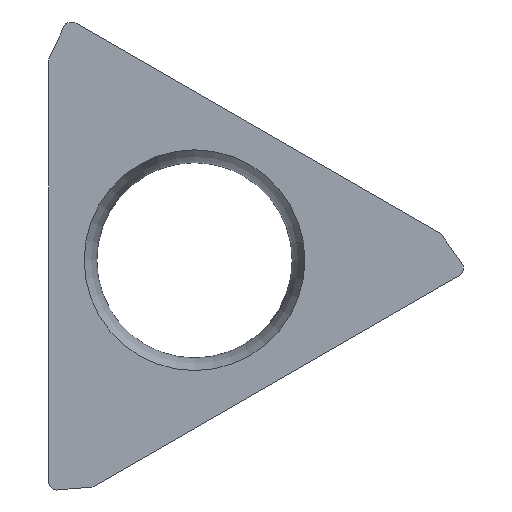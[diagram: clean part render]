
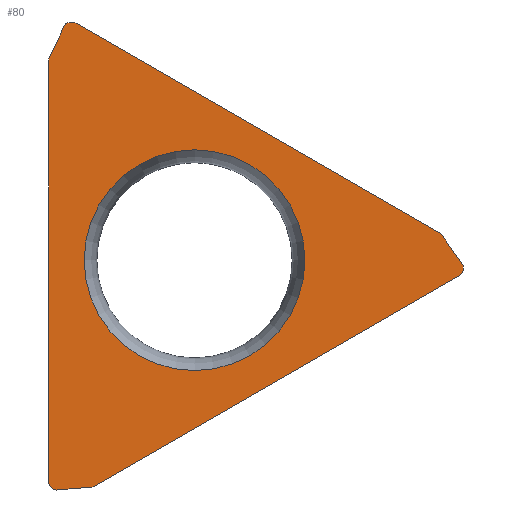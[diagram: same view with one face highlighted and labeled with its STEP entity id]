
A CAD part, top view. The second image highlights one B-rep face of the part: STEP entity #80.
In plain terms, the highlighted planar face has unit normal (0, 0, 1).
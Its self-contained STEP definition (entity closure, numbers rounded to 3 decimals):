
#43=ELLIPSE('',#354,0.113,0.1);
#45=ELLIPSE('',#357,0.106,0.1);
#47=ELLIPSE('',#360,0.113,0.1);
#49=ELLIPSE('',#363,0.106,0.1);
#51=ELLIPSE('',#366,0.113,0.1);
#53=ELLIPSE('',#369,0.106,0.1);
#59=FACE_BOUND('',#118,.T.);
#60=FACE_BOUND('',#119,.T.);
#64=CIRCLE('',#348,1.271);
#80=ADVANCED_FACE('',(#59,#60),#88,.T.);
#88=PLANE('',#373);
#118=EDGE_LOOP('',(#174,#175,#176,#177,#178,#179,#180,#181,#182,#183,#184,
#185));
#119=EDGE_LOOP('',(#186));
#174=ORIENTED_EDGE('',*,*,#258,.F.);
#175=ORIENTED_EDGE('',*,*,#238,.T.);
#176=ORIENTED_EDGE('',*,*,#256,.F.);
#177=ORIENTED_EDGE('',*,*,#247,.F.);
#178=ORIENTED_EDGE('',*,*,#254,.F.);
#179=ORIENTED_EDGE('',*,*,#230,.T.);
#180=ORIENTED_EDGE('',*,*,#264,.F.);
#181=ORIENTED_EDGE('',*,*,#251,.F.);
#182=ORIENTED_EDGE('',*,*,#262,.F.);
#183=ORIENTED_EDGE('',*,*,#233,.F.);
#184=ORIENTED_EDGE('',*,*,#260,.F.);
#185=ORIENTED_EDGE('',*,*,#243,.F.);
#186=ORIENTED_EDGE('',*,*,#240,.T.);
#200=VERTEX_POINT('',#540);
#203=VERTEX_POINT('',#545);
#206=VERTEX_POINT('',#552);
#207=VERTEX_POINT('',#554);
#208=VERTEX_POINT('',#558);
#211=VERTEX_POINT('',#563);
#213=VERTEX_POINT('',#569);
#216=VERTEX_POINT('',#575);
#217=VERTEX_POINT('',#577);
#220=VERTEX_POINT('',#584);
#221=VERTEX_POINT('',#586);
#224=VERTEX_POINT('',#593);
#225=VERTEX_POINT('',#595);
#230=EDGE_CURVE('',#200,#203,#269,.T.);
#233=EDGE_CURVE('',#206,#207,#272,.T.);
#238=EDGE_CURVE('',#208,#211,#277,.T.);
#240=EDGE_CURVE('',#213,#213,#64,.T.);
#243=EDGE_CURVE('',#216,#217,#280,.T.);
#247=EDGE_CURVE('',#220,#221,#284,.T.);
#251=EDGE_CURVE('',#224,#225,#288,.T.);
#254=EDGE_CURVE('',#200,#220,#43,.T.);
#256=EDGE_CURVE('',#221,#211,#45,.T.);
#258=EDGE_CURVE('',#208,#216,#47,.T.);
#260=EDGE_CURVE('',#217,#206,#49,.T.);
#262=EDGE_CURVE('',#207,#224,#51,.T.);
#264=EDGE_CURVE('',#225,#203,#53,.T.);
#269=LINE('',#546,#293);
#272=LINE('',#553,#296);
#277=LINE('',#564,#301);
#280=LINE('',#576,#304);
#284=LINE('',#585,#308);
#288=LINE('',#594,#312);
#293=VECTOR('',#384,1.);
#296=VECTOR('',#389,1.);
#301=VECTOR('',#396,1.);
#304=VECTOR('',#407,1.);
#308=VECTOR('',#413,1.);
#312=VECTOR('',#419,1.);
#348=AXIS2_PLACEMENT_3D('',#568,#401,#402);
#354=AXIS2_PLACEMENT_3D('',#599,#425,#426);
#357=AXIS2_PLACEMENT_3D('',#602,#431,#432);
#360=AXIS2_PLACEMENT_3D('',#605,#437,#438);
#363=AXIS2_PLACEMENT_3D('',#608,#443,#444);
#366=AXIS2_PLACEMENT_3D('',#611,#449,#450);
#369=AXIS2_PLACEMENT_3D('',#614,#455,#456);
#373=AXIS2_PLACEMENT_3D('',#619,#463,#464);
#384=DIRECTION('',(0.,-1.,0.));
#389=DIRECTION('',(-0.866,-0.5,0.));
#396=DIRECTION('',(-0.866,0.5,0.));
#401=DIRECTION('',(0.,0.,-1.));
#402=DIRECTION('',(-1.,0.,0.));
#407=DIRECTION('',(0.574,-0.819,0.));
#413=DIRECTION('',(0.423,0.906,0.));
#419=DIRECTION('',(-0.996,-0.087,0.));
#425=DIRECTION('',(0.,0.,-1.));
#426=DIRECTION('',(0.236,-0.972,0.));
#431=DIRECTION('',(0.,0.,-1.));
#432=DIRECTION('',(-0.642,0.766,0.));
#437=DIRECTION('',(0.,0.,-1.));
#438=DIRECTION('',(-0.96,0.281,0.));
#443=DIRECTION('',(0.,0.,-1.));
#444=DIRECTION('',(0.985,0.173,0.));
#449=DIRECTION('',(0.,0.,-1.));
#450=DIRECTION('',(0.724,0.69,0.));
#455=DIRECTION('',(0.,0.,-1.));
#456=DIRECTION('',(-0.342,-0.94,0.));
#463=DIRECTION('',(0.,0.,1.));
#464=DIRECTION('',(1.,0.,0.));
#540=CARTESIAN_POINT('',(-1.681,2.284,0.));
#545=CARTESIAN_POINT('',(-1.681,-2.546,0.));
#546=CARTESIAN_POINT('',(-1.681,-7.722,0.));
#552=CARTESIAN_POINT('',(3.046,-0.183,0.));
#553=CARTESIAN_POINT('',(2.02,-0.775,0.));
#554=CARTESIAN_POINT('',(-1.137,-2.598,0.));
#558=CARTESIAN_POINT('',(2.818,0.314,0.));
#563=CARTESIAN_POINT('',(-1.365,2.729,0.));
#564=CARTESIAN_POINT('',(-5.847,5.317,0.));
#568=CARTESIAN_POINT('',(0.,0.,0.));
#569=CARTESIAN_POINT('',(-1.271,0.,0.));
#575=CARTESIAN_POINT('',(2.856,0.28,0.));
#576=CARTESIAN_POINT('',(2.917,0.192,0.));
#577=CARTESIAN_POINT('',(3.08,-0.041,0.));
#584=CARTESIAN_POINT('',(-1.67,2.333,0.));
#585=CARTESIAN_POINT('',(-1.627,2.427,0.));
#586=CARTESIAN_POINT('',(-1.505,2.688,0.));
#593=CARTESIAN_POINT('',(-1.185,-2.613,0.));
#594=CARTESIAN_POINT('',(-1.26,-2.62,0.));
#595=CARTESIAN_POINT('',(-1.576,-2.647,0.));
#599=CARTESIAN_POINT('',(-1.58,2.277,0.));
#602=CARTESIAN_POINT('',(-1.411,2.64,0.));
#605=CARTESIAN_POINT('',(2.762,0.23,0.));
#608=CARTESIAN_POINT('',(2.992,-0.098,0.));
#611=CARTESIAN_POINT('',(-1.182,-2.507,0.));
#614=CARTESIAN_POINT('',(-1.58,-2.542,0.));
#619=CARTESIAN_POINT('',(0.,0.,0.));
